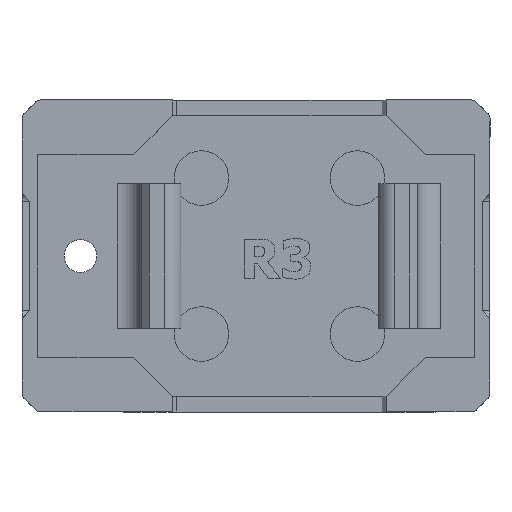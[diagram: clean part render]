
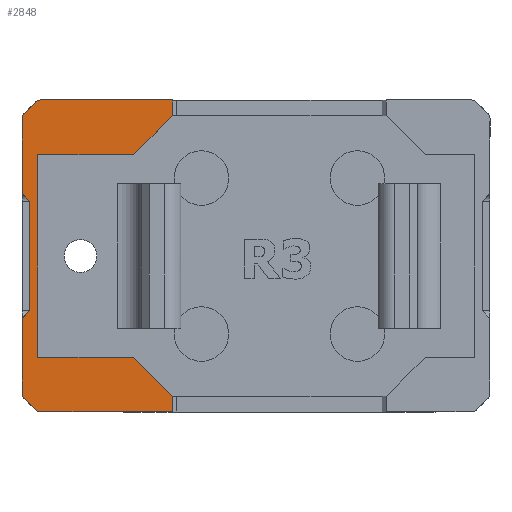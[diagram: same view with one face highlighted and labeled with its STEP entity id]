
A CAD part, top view. The second image highlights one B-rep face of the part: STEP entity #2848.
In plain terms, the highlighted planar face has unit normal (0, 0, 1).
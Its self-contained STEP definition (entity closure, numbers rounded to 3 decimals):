
#107=CIRCLE('',#3048,1.);
#108=CIRCLE('',#3049,1.);
#109=CIRCLE('',#3050,1.);
#110=CIRCLE('',#3051,1.);
#183=PLANE('',#3047);
#317=FACE_OUTER_BOUND('',#482,.T.);
#482=EDGE_LOOP('',(#2450,#2451,#2452,#2453,#2454,#2455,#2456,#2457,#2458,
#2459,#2460,#2461,#2462,#2463,#2464,#2465,#2466,#2467,#2468,#2469));
#705=LINE('',#4768,#996);
#720=LINE('',#4800,#1011);
#732=LINE('',#4834,#1023);
#735=LINE('',#4843,#1026);
#738=LINE('',#4847,#1029);
#759=LINE('',#4895,#1050);
#763=LINE('',#4902,#1054);
#765=LINE('',#4905,#1056);
#766=LINE('',#4909,#1057);
#767=LINE('',#4912,#1058);
#768=LINE('',#4914,#1059);
#769=LINE('',#4918,#1060);
#770=LINE('',#4921,#1061);
#771=LINE('',#4923,#1062);
#772=LINE('',#4925,#1063);
#773=LINE('',#4926,#1064);
#996=VECTOR('',#3473,10.);
#1011=VECTOR('',#3494,10.);
#1023=VECTOR('',#3524,10.);
#1026=VECTOR('',#3531,10.);
#1029=VECTOR('',#3536,10.);
#1050=VECTOR('',#3579,10.);
#1054=VECTOR('',#3585,10.);
#1056=VECTOR('',#3589,10.);
#1057=VECTOR('',#3592,10.);
#1058=VECTOR('',#3595,10.);
#1059=VECTOR('',#3596,10.);
#1060=VECTOR('',#3599,10.);
#1061=VECTOR('',#3602,10.);
#1062=VECTOR('',#3603,10.);
#1063=VECTOR('',#3604,10.);
#1064=VECTOR('',#3605,10.);
#1372=VERTEX_POINT('',#4765);
#1373=VERTEX_POINT('',#4767);
#1386=VERTEX_POINT('',#4797);
#1387=VERTEX_POINT('',#4799);
#1399=VERTEX_POINT('',#4831);
#1400=VERTEX_POINT('',#4833);
#1403=VERTEX_POINT('',#4840);
#1404=VERTEX_POINT('',#4842);
#1419=VERTEX_POINT('',#4893);
#1420=VERTEX_POINT('',#4894);
#1422=VERTEX_POINT('',#4901);
#1423=VERTEX_POINT('',#4906);
#1424=VERTEX_POINT('',#4908);
#1425=VERTEX_POINT('',#4910);
#1426=VERTEX_POINT('',#4913);
#1427=VERTEX_POINT('',#4915);
#1428=VERTEX_POINT('',#4917);
#1429=VERTEX_POINT('',#4920);
#1430=VERTEX_POINT('',#4922);
#1431=VERTEX_POINT('',#4924);
#1726=EDGE_CURVE('',#1372,#1373,#705,.F.);
#1742=EDGE_CURVE('',#1386,#1387,#720,.F.);
#1758=EDGE_CURVE('',#1399,#1400,#732,.T.);
#1762=EDGE_CURVE('',#1403,#1404,#735,.T.);
#1765=EDGE_CURVE('',#1399,#1404,#738,.T.);
#1790=EDGE_CURVE('',#1419,#1420,#759,.T.);
#1794=EDGE_CURVE('',#1420,#1422,#763,.T.);
#1796=EDGE_CURVE('',#1373,#1419,#765,.T.);
#1797=EDGE_CURVE('',#1423,#1372,#107,.T.);
#1798=EDGE_CURVE('',#1424,#1423,#766,.F.);
#1799=EDGE_CURVE('',#1425,#1424,#108,.T.);
#1800=EDGE_CURVE('',#1400,#1425,#767,.F.);
#1801=EDGE_CURVE('',#1426,#1403,#768,.F.);
#1802=EDGE_CURVE('',#1427,#1426,#109,.T.);
#1803=EDGE_CURVE('',#1428,#1427,#769,.F.);
#1804=EDGE_CURVE('',#1387,#1428,#110,.T.);
#1805=EDGE_CURVE('',#1429,#1386,#770,.T.);
#1806=EDGE_CURVE('',#1430,#1429,#771,.T.);
#1807=EDGE_CURVE('',#1431,#1430,#772,.T.);
#1808=EDGE_CURVE('',#1431,#1422,#773,.T.);
#2450=ORIENTED_EDGE('',*,*,#1790,.F.);
#2451=ORIENTED_EDGE('',*,*,#1796,.F.);
#2452=ORIENTED_EDGE('',*,*,#1726,.F.);
#2453=ORIENTED_EDGE('',*,*,#1797,.F.);
#2454=ORIENTED_EDGE('',*,*,#1798,.F.);
#2455=ORIENTED_EDGE('',*,*,#1799,.F.);
#2456=ORIENTED_EDGE('',*,*,#1800,.F.);
#2457=ORIENTED_EDGE('',*,*,#1758,.F.);
#2458=ORIENTED_EDGE('',*,*,#1765,.T.);
#2459=ORIENTED_EDGE('',*,*,#1762,.F.);
#2460=ORIENTED_EDGE('',*,*,#1801,.F.);
#2461=ORIENTED_EDGE('',*,*,#1802,.F.);
#2462=ORIENTED_EDGE('',*,*,#1803,.F.);
#2463=ORIENTED_EDGE('',*,*,#1804,.F.);
#2464=ORIENTED_EDGE('',*,*,#1742,.F.);
#2465=ORIENTED_EDGE('',*,*,#1805,.F.);
#2466=ORIENTED_EDGE('',*,*,#1806,.F.);
#2467=ORIENTED_EDGE('',*,*,#1807,.F.);
#2468=ORIENTED_EDGE('',*,*,#1808,.T.);
#2469=ORIENTED_EDGE('',*,*,#1794,.F.);
#2848=ADVANCED_FACE('',(#317),#183,.F.);
#3047=AXIS2_PLACEMENT_3D('',#4904,#3587,#3588);
#3048=AXIS2_PLACEMENT_3D('',#4907,#3590,#3591);
#3049=AXIS2_PLACEMENT_3D('',#4911,#3593,#3594);
#3050=AXIS2_PLACEMENT_3D('',#4916,#3597,#3598);
#3051=AXIS2_PLACEMENT_3D('',#4919,#3600,#3601);
#3473=DIRECTION('',(-1.,0.,0.));
#3494=DIRECTION('',(1.,0.,0.));
#3524=DIRECTION('',(-0.707,0.707,0.));
#3531=DIRECTION('',(0.707,0.707,0.));
#3536=DIRECTION('',(0.,-1.,0.));
#3579=DIRECTION('',(-0.707,-0.707,0.));
#3585=DIRECTION('',(-1.,0.,0.));
#3587=DIRECTION('center_axis',(0.,0.,
-1.));
#3588=DIRECTION('ref_axis',(0.,-1.,0.));
#3589=DIRECTION('',(0.,-1.,0.));
#3590=DIRECTION('center_axis',(0.,0.,
-1.));
#3591=DIRECTION('ref_axis',(-0.383,0.924,0.));
#3592=DIRECTION('',(-0.707,-0.707,0.));
#3593=DIRECTION('center_axis',(0.,0.,
-1.));
#3594=DIRECTION('ref_axis',(-0.924,0.383,0.));
#3595=DIRECTION('',(0.,-1.,0.));
#3596=DIRECTION('',(0.,-1.,0.));
#3597=DIRECTION('center_axis',(0.,0.,
-1.));
#3598=DIRECTION('ref_axis',(-0.924,-0.383,0.));
#3599=DIRECTION('',(0.707,-0.707,0.));
#3600=DIRECTION('center_axis',(0.,0.,
-1.));
#3601=DIRECTION('ref_axis',(-0.383,-0.924,0.));
#3602=DIRECTION('',(0.,-1.,0.));
#3603=DIRECTION('',(0.707,-0.707,0.));
#3604=DIRECTION('',(1.,0.,0.));
#3605=DIRECTION('',(0.,1.,0.));
#4765=CARTESIAN_POINT('',(-47.471,-9.8,2.));
#4767=CARTESIAN_POINT('',(-30.585,-9.8,2.));
#4768=CARTESIAN_POINT('',(-33.926,-9.8,2.));
#4797=CARTESIAN_POINT('',(-30.585,-49.8,2.));
#4799=CARTESIAN_POINT('',(-47.471,-49.8,2.));
#4800=CARTESIAN_POINT('',(-5.844,-49.8,2.));
#4831=CARTESIAN_POINT('',(-48.885,-22.8,2.));
#4833=CARTESIAN_POINT('',(-49.885,-21.8,2.));
#4834=CARTESIAN_POINT('',(-40.135,-31.55,2.));
#4840=CARTESIAN_POINT('',(-49.885,-37.8,2.));
#4842=CARTESIAN_POINT('',(-48.885,-36.8,2.));
#4843=CARTESIAN_POINT('',(-40.135,-28.05,2.));
#4847=CARTESIAN_POINT('',(-48.885,-29.8,2.));
#4893=CARTESIAN_POINT('',(-30.585,-11.8,2.));
#4894=CARTESIAN_POINT('',(-35.585,-16.8,2.));
#4895=CARTESIAN_POINT('',(-33.66,-14.875,2.));
#4901=CARTESIAN_POINT('',(-47.885,-16.8,2.));
#4902=CARTESIAN_POINT('',(-33.885,-16.8,2.));
#4904=CARTESIAN_POINT('Origin',(-19.885,-29.8,2.));
#4905=CARTESIAN_POINT('',(-30.585,-23.3,2.));
#4906=CARTESIAN_POINT('',(-48.178,-10.093,2.));
#4907=CARTESIAN_POINT('Origin',(-47.471,-10.8,2.));
#4908=CARTESIAN_POINT('',(-49.592,-11.507,2.));
#4909=CARTESIAN_POINT('',(-46.914,-8.829,2.));
#4910=CARTESIAN_POINT('',(-49.885,-12.214,2.));
#4911=CARTESIAN_POINT('Origin',(-48.885,-12.214,2.));
#4912=CARTESIAN_POINT('',(-49.885,-38.841,2.));
#4913=CARTESIAN_POINT('',(-49.885,-47.386,2.));
#4914=CARTESIAN_POINT('',(-49.885,-38.841,2.));
#4915=CARTESIAN_POINT('',(-49.592,-48.093,2.));
#4916=CARTESIAN_POINT('Origin',(-48.885,-47.386,2.));
#4917=CARTESIAN_POINT('',(-48.178,-49.507,2.));
#4918=CARTESIAN_POINT('',(-45.856,-51.829,2.));
#4919=CARTESIAN_POINT('Origin',(-47.471,-48.8,2.));
#4920=CARTESIAN_POINT('',(-30.585,-47.8,2.));
#4921=CARTESIAN_POINT('',(-30.585,-38.8,2.));
#4922=CARTESIAN_POINT('',(-35.585,-42.8,2.));
#4923=CARTESIAN_POINT('',(-33.66,-44.725,2.));
#4924=CARTESIAN_POINT('',(-47.885,-42.8,2.));
#4925=CARTESIAN_POINT('',(-25.235,-42.8,2.));
#4926=CARTESIAN_POINT('',(-47.885,-38.841,2.));
